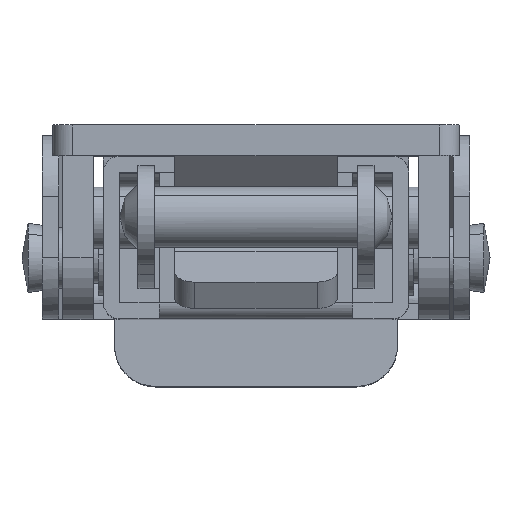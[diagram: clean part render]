
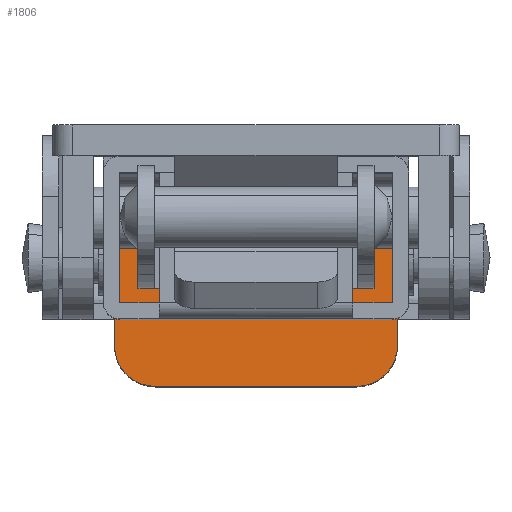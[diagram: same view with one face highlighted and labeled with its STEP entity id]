
A CAD part, top view. The second image highlights one B-rep face of the part: STEP entity #1806.
In plain terms, the highlighted free-form (B-spline) face has degree [1, 1] with [2, 2] control points.
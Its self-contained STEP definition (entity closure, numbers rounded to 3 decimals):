
#731=CARTESIAN_POINT('',(-6.95,-6.282,-28.617));
#732=VERTEX_POINT('',#731);
#738=CARTESIAN_POINT('',(-6.95,0.712,-28.893));
#739=VERTEX_POINT('',#738);
#740=CARTESIAN_POINT('',(-6.95,-6.282,-28.617));
#741=CARTESIAN_POINT('',(-6.95,0.712,-28.893));
#742=QUASI_UNIFORM_CURVE('',1,(#740,#741),.UNSPECIFIED.,.F.,.U.);
#743=EDGE_CURVE('',#732,#739,#742,.T.);
#931=CARTESIAN_POINT('',(-4.95,-8.281,-28.539));
#932=VERTEX_POINT('',#931);
#938=CARTESIAN_POINT('',(-6.95,-6.282,-28.617));
#939=CARTESIAN_POINT('',(-6.95,-6.528,-28.608));
#940=CARTESIAN_POINT('',(-6.869,-6.961,-28.591));
#941=CARTESIAN_POINT('',(-6.615,-7.415,-28.573));
#942=CARTESIAN_POINT('',(-6.348,-7.725,-28.561));
#943=CARTESIAN_POINT('',(-6.101,-7.93,-28.553));
#944=CARTESIAN_POINT('',(-5.773,-8.116,-28.545));
#945=CARTESIAN_POINT('',(-5.4,-8.246,-28.54));
#946=CARTESIAN_POINT('',(-5.105,-8.281,-28.539));
#947=CARTESIAN_POINT('',(-4.95,-8.281,-28.539));
#948=B_SPLINE_CURVE_WITH_KNOTS('',3,(#938,#939,#940,#941,#942,#943,#944,#945,#946,#947),.UNSPECIFIED.,.F.,.U.,(4,1,1,1,1,1,1,4),(0.,0.736,1.301,1.546,1.963,2.258,2.675,3.142),.UNSPECIFIED.);
#949=EDGE_CURVE('',#732,#932,#948,.T.);
#986=CARTESIAN_POINT('',(6.95,-6.282,-28.617));
#987=VERTEX_POINT('',#986);
#993=CARTESIAN_POINT('',(4.95,-8.281,-28.539));
#994=VERTEX_POINT('',#993);
#995=CARTESIAN_POINT('',(4.95,-8.281,-28.539));
#996=CARTESIAN_POINT('',(5.097,-8.281,-28.539));
#997=CARTESIAN_POINT('',(5.375,-8.25,-28.54));
#998=CARTESIAN_POINT('',(5.742,-8.129,-28.545));
#999=CARTESIAN_POINT('',(6.103,-7.933,-28.552));
#1000=CARTESIAN_POINT('',(6.404,-7.677,-28.563));
#1001=CARTESIAN_POINT('',(6.668,-7.331,-28.576));
#1002=CARTESIAN_POINT('',(6.885,-6.887,-28.594));
#1003=CARTESIAN_POINT('',(6.95,-6.511,-28.608));
#1004=CARTESIAN_POINT('',(6.95,-6.282,-28.617));
#1005=B_SPLINE_CURVE_WITH_KNOTS('',3,(#995,#996,#997,#998,#999,#1000,#1001,#1002,#1003,#1004),.UNSPECIFIED.,.F.,.U.,(4,1,1,1,1,1,1,4),(0.,0.442,0.834,1.154,1.669,2.013,2.454,3.142),.UNSPECIFIED.);
#1006=EDGE_CURVE('',#994,#987,#1005,.T.);
#1234=CARTESIAN_POINT('',(6.95,0.712,-28.893));
#1235=VERTEX_POINT('',#1234);
#1236=CARTESIAN_POINT('',(6.95,0.712,-28.893));
#1237=CARTESIAN_POINT('',(-6.95,0.712,-28.893));
#1238=QUASI_UNIFORM_CURVE('',1,(#1236,#1237),.UNSPECIFIED.,.F.,.U.);
#1239=EDGE_CURVE('',#1235,#739,#1238,.T.);
#1716=CARTESIAN_POINT('',(-4.95,-8.281,-28.539));
#1717=CARTESIAN_POINT('',(4.95,-8.281,-28.539));
#1718=QUASI_UNIFORM_CURVE('',1,(#1716,#1717),.UNSPECIFIED.,.F.,.U.);
#1719=EDGE_CURVE('',#932,#994,#1718,.T.);
#1789=CARTESIAN_POINT('',(-7.644,-8.73,-28.521));
#1790=CARTESIAN_POINT('',(-7.644,1.161,-28.91));
#1791=CARTESIAN_POINT('',(7.644,-8.73,-28.521));
#1792=CARTESIAN_POINT('',(7.644,1.161,-28.91));
#1793=B_SPLINE_SURFACE_WITH_KNOTS('',1,1,((#1789,#1791),(#1790,#1792)),.UNSPECIFIED.,.F.,.F.,.U.,(2,2),(2,2),(0.0,9.899),(0.0,15.289),.UNSPECIFIED.);
#1794=ORIENTED_EDGE('',*,*,#1719,.T.);
#1795=ORIENTED_EDGE('',*,*,#1006,.T.);
#1796=CARTESIAN_POINT('',(6.95,-6.282,-28.617));
#1797=CARTESIAN_POINT('',(6.95,0.712,-28.893));
#1798=QUASI_UNIFORM_CURVE('',1,(#1796,#1797),.UNSPECIFIED.,.F.,.U.);
#1799=EDGE_CURVE('',#987,#1235,#1798,.T.);
#1800=ORIENTED_EDGE('',*,*,#1799,.T.);
#1801=ORIENTED_EDGE('',*,*,#1239,.T.);
#1802=ORIENTED_EDGE('',*,*,#743,.F.);
#1803=ORIENTED_EDGE('',*,*,#949,.T.);
#1804=EDGE_LOOP('',(#1794,#1795,#1800,#1801,#1802,#1803));
#1805=FACE_OUTER_BOUND('',#1804,.T.);
#1806=ADVANCED_FACE('',(#1805),#1793,.F.);
